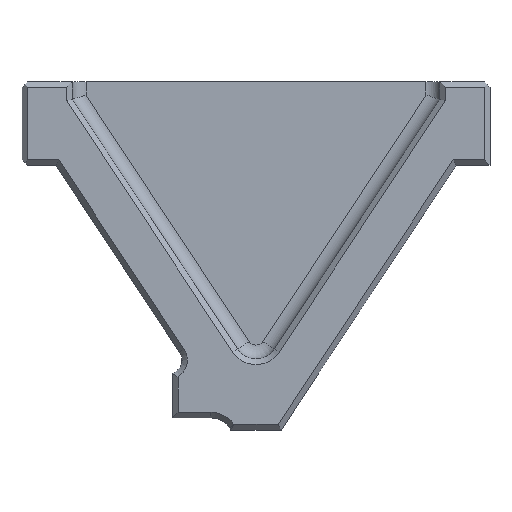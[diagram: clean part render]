
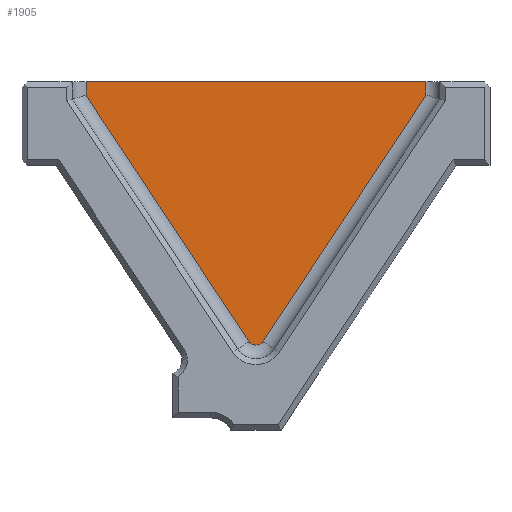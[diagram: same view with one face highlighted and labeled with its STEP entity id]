
A CAD part, top view. The second image highlights one B-rep face of the part: STEP entity #1905.
In plain terms, the highlighted planar face has unit normal (0, 0, 1).
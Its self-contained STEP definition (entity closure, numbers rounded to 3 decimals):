
#74 = DIRECTION ( 'NONE',  ( 1., 0., 0. ) ) ;
#235 = DIRECTION ( 'NONE',  ( 0.552, -0.834, 0. ) ) ;
#240 = LINE ( 'NONE', #481, #1978 ) ;
#253 = EDGE_CURVE ( 'NONE', #1313, #437, #240, .T. ) ;
#258 = DIRECTION ( 'NONE',  ( -1., 0., 0. ) ) ;
#287 = DIRECTION ( 'NONE',  ( 0.552, 0.834, 0. ) ) ;
#326 = FACE_OUTER_BOUND ( 'NONE', #700, .T. ) ;
#369 = CARTESIAN_POINT ( 'NONE',  ( 0., 29.146, 11. ) ) ;
#389 = VERTEX_POINT ( 'NONE', #1609 ) ;
#433 = ORIENTED_EDGE ( 'NONE', *, *, #1192, .T. ) ;
#437 = VERTEX_POINT ( 'NONE', #904 ) ;
#467 = ORIENTED_EDGE ( 'NONE', *, *, #774, .T. ) ;
#481 = CARTESIAN_POINT ( 'NONE',  ( 2.502, 27.491, 11. ) ) ;
#493 = DIRECTION ( 'NONE',  ( 0., -1., 0. ) ) ;
#541 = CARTESIAN_POINT ( 'NONE',  ( -61., 120.629, 11. ) ) ;
#550 = DIRECTION ( 'NONE',  ( 0., 0., 1. ) ) ;
#551 = VECTOR ( 'NONE', #235, 1000. ) ;
#689 = VECTOR ( 'NONE', #493, 1000. ) ;
#700 = EDGE_LOOP ( 'NONE', ( #467, #1851, #433, #2265, #2130, #1914 ) ) ;
#719 = CIRCLE ( 'NONE', #1666, 3. ) ;
#721 = VECTOR ( 'NONE', #820, 1000. ) ;
#774 = EDGE_CURVE ( 'NONE', #389, #1229, #2361, .T. ) ;
#820 = DIRECTION ( 'NONE',  ( 0., 1., 0. ) ) ;
#904 = CARTESIAN_POINT ( 'NONE',  ( 61., 115.907, 11. ) ) ;
#1009 = PLANE ( 'NONE',  #1931 ) ;
#1040 = VECTOR ( 'NONE', #258, 1000. ) ;
#1142 = CARTESIAN_POINT ( 'NONE',  ( -2.502, 27.491, 11. ) ) ;
#1174 = EDGE_CURVE ( 'NONE', #1685, #1313, #719, .T. ) ;
#1192 = EDGE_CURVE ( 'NONE', #2000, #1685, #1598, .T. ) ;
#1219 = EDGE_CURVE ( 'NONE', #1229, #2000, #2282, .T. ) ;
#1229 = VERTEX_POINT ( 'NONE', #541 ) ;
#1313 = VERTEX_POINT ( 'NONE', #2179 ) ;
#1379 = DIRECTION ( 'NONE',  ( 0., 0., 1. ) ) ;
#1411 = CARTESIAN_POINT ( 'NONE',  ( 61., 29.146, 11. ) ) ;
#1472 = CARTESIAN_POINT ( 'NONE',  ( -2.502, 27.491, 11. ) ) ;
#1539 = CARTESIAN_POINT ( 'NONE',  ( -61., 115.907, 11. ) ) ;
#1557 = CARTESIAN_POINT ( 'NONE',  ( 0., 29.146, 11. ) ) ;
#1598 = LINE ( 'NONE', #1142, #551 ) ;
#1604 = CARTESIAN_POINT ( 'NONE',  ( -61., 29.146, 11. ) ) ;
#1609 = CARTESIAN_POINT ( 'NONE',  ( 61., 120.629, 11. ) ) ;
#1666 = AXIS2_PLACEMENT_3D ( 'NONE', #369, #550, #1854 ) ;
#1685 = VERTEX_POINT ( 'NONE', #1472 ) ;
#1851 = ORIENTED_EDGE ( 'NONE', *, *, #1219, .T. ) ;
#1854 = DIRECTION ( 'NONE',  ( 1., 0., 0. ) ) ;
#1905 = ADVANCED_FACE ( 'NONE', ( #326 ), #1009, .T. ) ;
#1914 = ORIENTED_EDGE ( 'NONE', *, *, #2114, .T. ) ;
#1931 = AXIS2_PLACEMENT_3D ( 'NONE', #1557, #1379, #74 ) ;
#1978 = VECTOR ( 'NONE', #287, 1000. ) ;
#2000 = VERTEX_POINT ( 'NONE', #1539 ) ;
#2103 = LINE ( 'NONE', #1411, #721 ) ;
#2114 = EDGE_CURVE ( 'NONE', #437, #389, #2103, .T. ) ;
#2130 = ORIENTED_EDGE ( 'NONE', *, *, #253, .T. ) ;
#2179 = CARTESIAN_POINT ( 'NONE',  ( 2.502, 27.491, 11. ) ) ;
#2265 = ORIENTED_EDGE ( 'NONE', *, *, #1174, .T. ) ;
#2282 = LINE ( 'NONE', #1604, #689 ) ;
#2303 = CARTESIAN_POINT ( 'NONE',  ( 66., 120.629, 11. ) ) ;
#2361 = LINE ( 'NONE', #2303, #1040 ) ;
